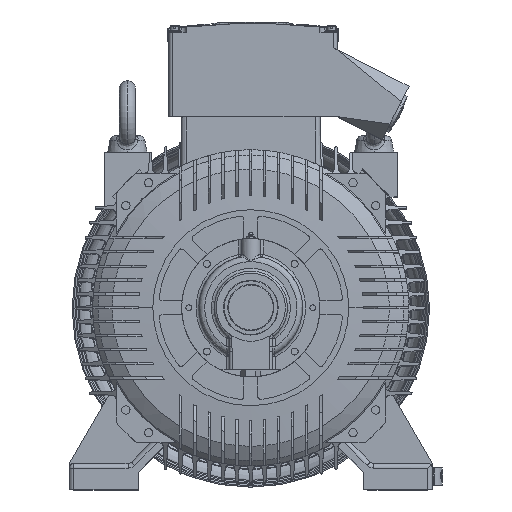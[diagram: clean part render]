
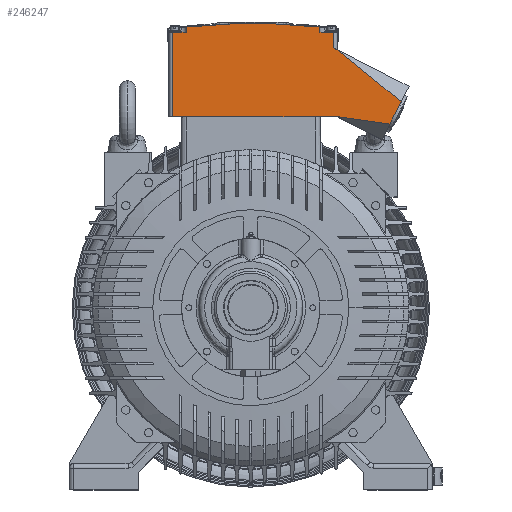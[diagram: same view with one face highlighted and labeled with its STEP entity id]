
A CAD part, top view. The second image highlights one B-rep face of the part: STEP entity #246247.
In plain terms, the highlighted planar face has unit normal (0, 0, 1).
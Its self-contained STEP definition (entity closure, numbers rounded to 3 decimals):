
#76824=DIRECTION('',(-1.,0.,0.));
#76825=VECTOR('',#76824,286.);
#76826=CARTESIAN_POINT('',(120.666,352.857,312.));
#76827=LINE('',#76826,#76825);
#78159=DIRECTION('',(1.,0.,0.));
#78160=VECTOR('',#78159,24.);
#78161=CARTESIAN_POINT('',(90.666,499.357,312.));
#78162=LINE('',#78161,#78160);
#78197=DIRECTION('',(0.,1.,0.));
#78198=VECTOR('',#78197,27.282);
#78199=CARTESIAN_POINT('',(114.666,472.075,312.));
#78200=LINE('',#78199,#78198);
#78211=DIRECTION('',(0.,-1.,0.));
#78212=VECTOR('',#78211,9.03);
#78213=CARTESIAN_POINT('',(-141.334,508.387,312.));
#78214=LINE('',#78213,#78212);
#78215=CARTESIAN_POINT('',(-25.334,-615.643,312.));
#78216=DIRECTION('',(0.,0.,1.));
#78217=DIRECTION('',(0.103,0.995,0.));
#78218=AXIS2_PLACEMENT_3D('',#78215,#78216,#78217);
#78220=DIRECTION('',(0.,1.,0.));
#78221=VECTOR('',#78220,9.03);
#78222=CARTESIAN_POINT('',(90.666,499.357,312.));
#78223=LINE('',#78222,#78221);
#78224=DIRECTION('',(-0.891,0.454,0.));
#78225=VECTOR('',#78224,6.734);
#78226=CARTESIAN_POINT('',(120.666,469.018,312.));
#78227=LINE('',#78226,#78225);
#78228=DIRECTION('',(-0.776,0.631,0.));
#78229=VECTOR('',#78228,142.92);
#78230=CARTESIAN_POINT('',(231.552,378.849,312.));
#78231=LINE('',#78230,#78229);
#78232=DIRECTION('',(0.454,0.891,0.));
#78233=VECTOR('',#78232,43.5);
#78234=CARTESIAN_POINT('',(211.803,340.09,312.));
#78235=LINE('',#78234,#78233);
#78236=DIRECTION('',(0.99,-0.139,0.));
#78237=VECTOR('',#78236,92.027);
#78238=CARTESIAN_POINT('',(120.666,352.857,312.));
#78239=LINE('',#78238,#78237);
#78244=DIRECTION('',(0.,-1.,0.));
#78245=VECTOR('',#78244,146.5);
#78246=CARTESIAN_POINT('',(-165.334,499.357,312.));
#78247=LINE('',#78246,#78245);
#78265=DIRECTION('',(1.,0.,0.));
#78266=VECTOR('',#78265,24.);
#78267=CARTESIAN_POINT('',(-165.334,499.357,312.));
#78268=LINE('',#78267,#78266);
#137239=CARTESIAN_POINT('',(120.666,352.857,312.));
#137240=CARTESIAN_POINT('',(211.803,340.09,312.));
#137241=VERTEX_POINT('',#137239);
#137242=VERTEX_POINT('',#137240);
#137243=CARTESIAN_POINT('',(231.552,378.849,312.));
#137244=VERTEX_POINT('',#137243);
#137249=CARTESIAN_POINT('',(120.666,469.018,312.));
#137250=CARTESIAN_POINT('',(114.666,472.075,312.));
#137251=VERTEX_POINT('',#137249);
#137252=VERTEX_POINT('',#137250);
#137257=CARTESIAN_POINT('',(-165.334,352.857,312.));
#137258=VERTEX_POINT('',#137257);
#138209=CARTESIAN_POINT('',(-141.334,508.387,312.));
#138210=VERTEX_POINT('',#138209);
#138211=CARTESIAN_POINT('',(90.666,508.387,312.));
#138212=VERTEX_POINT('',#138211);
#138390=CARTESIAN_POINT('',(-165.334,499.357,312.));
#138391=CARTESIAN_POINT('',(-141.334,499.357,312.));
#138392=VERTEX_POINT('',#138390);
#138393=VERTEX_POINT('',#138391);
#138398=CARTESIAN_POINT('',(90.666,499.357,312.));
#138399=CARTESIAN_POINT('',(114.666,499.357,312.));
#138400=VERTEX_POINT('',#138398);
#138401=VERTEX_POINT('',#138399);
#246220=CARTESIAN_POINT('',(-179.334,487.857,312.));
#246221=DIRECTION('',(0.,0.,1.));
#246222=DIRECTION('',(0.,-1.,0.));
#246223=AXIS2_PLACEMENT_3D('',#246220,#246221,#246222);
#246224=PLANE('',#246223);
#246226=ORIENTED_EDGE('',*,*,#246225,.F.);
#246228=ORIENTED_EDGE('',*,*,#246227,.T.);
#246230=ORIENTED_EDGE('',*,*,#246229,.F.);
#246231=ORIENTED_EDGE('',*,*,#245473,.F.);
#246233=ORIENTED_EDGE('',*,*,#246232,.F.);
#246234=ORIENTED_EDGE('',*,*,#246181,.T.);
#246235=ORIENTED_EDGE('',*,*,#246211,.F.);
#246237=ORIENTED_EDGE('',*,*,#246236,.F.);
#246239=ORIENTED_EDGE('',*,*,#246238,.F.);
#246241=ORIENTED_EDGE('',*,*,#246240,.F.);
#246243=ORIENTED_EDGE('',*,*,#246242,.F.);
#246244=ORIENTED_EDGE('',*,*,#245025,.T.);
#246245=EDGE_LOOP('',(#246226,#246228,#246230,#246231,#246233,#246234,#246235,
#246237,#246239,#246241,#246243,#246244));
#246246=FACE_OUTER_BOUND('',#246245,.F.);
#246247=ADVANCED_FACE('',(#246246),#246224,.T.);
#78219=CIRCLE('',#78218,1130.);
#245025=EDGE_CURVE('',#137241,#137258,#76827,.T.);
#245473=EDGE_CURVE('',#138212,#138210,#78219,.T.);
#246181=EDGE_CURVE('',#138400,#138401,#78162,.T.);
#246211=EDGE_CURVE('',#137252,#138401,#78200,.T.);
#246225=EDGE_CURVE('',#138392,#137258,#78247,.T.);
#246227=EDGE_CURVE('',#138392,#138393,#78268,.T.);
#246229=EDGE_CURVE('',#138210,#138393,#78214,.T.);
#246232=EDGE_CURVE('',#138400,#138212,#78223,.T.);
#246236=EDGE_CURVE('',#137251,#137252,#78227,.T.);
#246238=EDGE_CURVE('',#137244,#137251,#78231,.T.);
#246240=EDGE_CURVE('',#137242,#137244,#78235,.T.);
#246242=EDGE_CURVE('',#137241,#137242,#78239,.T.);
